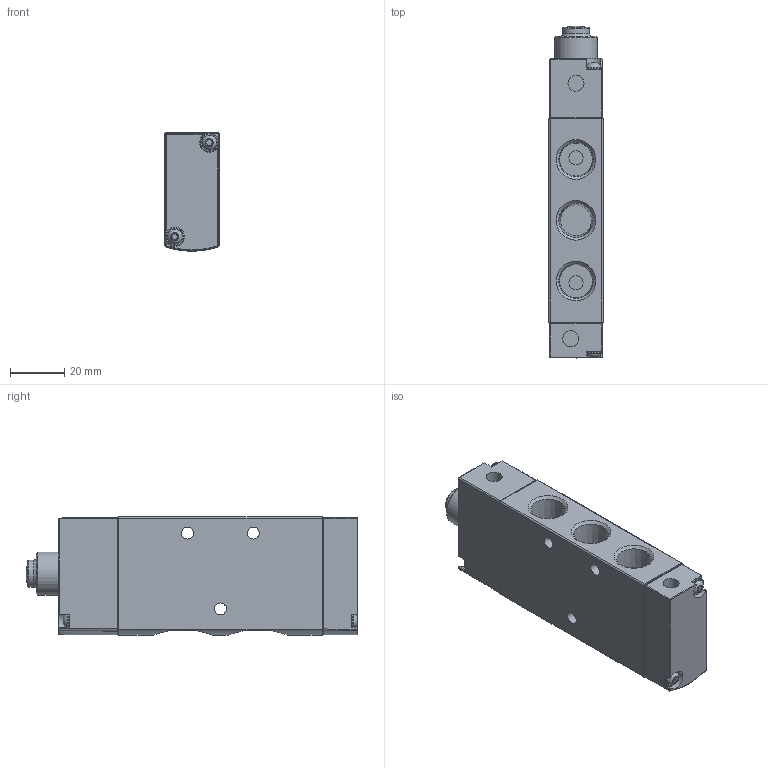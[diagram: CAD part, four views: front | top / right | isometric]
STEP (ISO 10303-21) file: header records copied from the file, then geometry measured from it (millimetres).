
FILE_DESCRIPTION(/* description */ ('STEP AP214'),/* implementation_level */ '2;1');
FILE_NAME(/* name */ '8031321_VMEF-SC-M52-M-N14',/* time_stamp */ '2024-09-16T16:17:11+02:00',/* author */ ('License CC BY-ND 4.0'),/* organization */ ('CADENAS'),/* preprocessor_version */ 'ST-DEVELOPER v19.3',/* originating_system */ 'PARTsolutions',/* authorisation */ ' ');
FILE_SCHEMA (('AUTOMOTIVE_DESIGN {1 0 10303 214 3 1 1}'));
Length unit declared in the file: millimetre
Products named in the file (4): 8031321 VMEF-SC-M52-M-N14---(1); 8037913 VXEF-XC-M52-M-N14_valve---(12); 4003917 VMEF_cover---(12); 3395814 VMEF---(schrauben)
Assembly tree (4 placements, depth 2):
  8031321 VMEF-SC-M52-M-N14---(1)
    8037913 VXEF-XC-M52-M-N14_valve---(12)
    4003917 VMEF_cover---(12)
    3395814 VMEF---(schrauben)  x2
Bounding box: 20 x 122.6 x 43.72 mm (x, y, z)
Volume: 85230.7 mm3; surface area: 23640.9 mm2
Topology: 4 solids, 4 shells, 226 faces, 545 edges, 357 vertices
Faces by surface type: cylinder 117, plane 59, cone 32, torus 15, sphere 3
Full cylindrical faces by diameter (mm): 2.1 x1, 2.459 x4, 3 x2, 4.4 x3, 5.2 x4, 5.925 x2, 6.8 x4, 10 x1, 13 x1, 13.2 x1, 15.9 x1
Entity records: 7056 total; most frequent: CARTESIAN_POINT 1084, DIRECTION 1042, ORIENTED_EDGE 834, AXIS2_PLACEMENT_3D 457, EDGE_CURVE 417, VERTEX_POINT 311, FACE_BOUND 304, EDGE_LOOP 300
